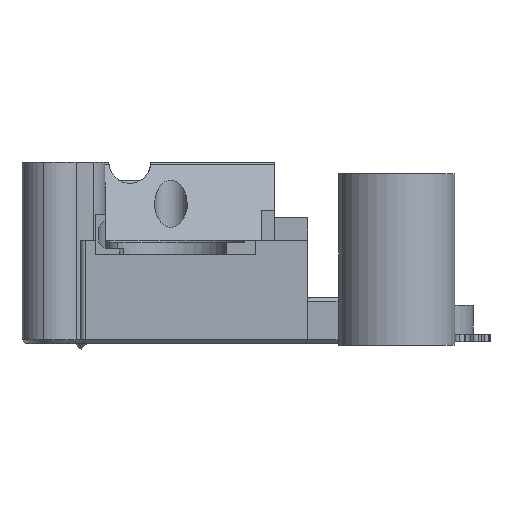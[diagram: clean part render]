
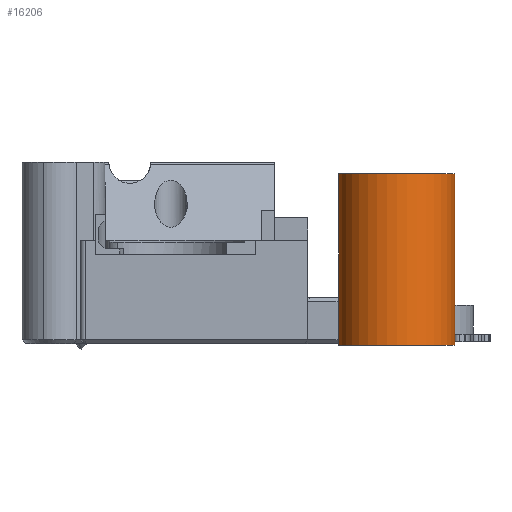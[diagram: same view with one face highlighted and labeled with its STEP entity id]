
A CAD part, front view. The second image highlights one B-rep face of the part: STEP entity #16206.
In plain terms, the highlighted cylindrical face has radius 6.1 mm (diameter 12.2 mm), a full revolution.
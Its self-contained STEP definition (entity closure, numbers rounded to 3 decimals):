
#913=CYLINDRICAL_SURFACE('',#17426,6.1);
#1231=FACE_OUTER_BOUND('',#2170,.T.);
#2170=EDGE_LOOP('',(#11632,#11633,#11634,#11635));
#3220=LINE('',#23572,#4686);
#4686=VECTOR('',#19488,6.1);
#6188=CIRCLE('',#17427,6.1);
#6189=CIRCLE('',#17428,6.1);
#6848=VERTEX_POINT('',#23569);
#6849=VERTEX_POINT('',#23571);
#8615=EDGE_CURVE('',#6848,#6848,#6188,.T.);
#8616=EDGE_CURVE('',#6848,#6849,#3220,.T.);
#8617=EDGE_CURVE('',#6849,#6849,#6189,.T.);
#11632=ORIENTED_EDGE('',*,*,#8615,.F.);
#11633=ORIENTED_EDGE('',*,*,#8616,.T.);
#11634=ORIENTED_EDGE('',*,*,#8617,.T.);
#11635=ORIENTED_EDGE('',*,*,#8616,.F.);
#16206=ADVANCED_FACE('',(#1231),#913,.T.);
#17426=AXIS2_PLACEMENT_3D('',#23568,#19484,#19485);
#17427=AXIS2_PLACEMENT_3D('',#23570,#19486,#19487);
#17428=AXIS2_PLACEMENT_3D('',#23573,#19489,#19490);
#19484=DIRECTION('center_axis',(0.,0.,
1.));
#19485=DIRECTION('ref_axis',(1.,0.,0.));
#19486=DIRECTION('center_axis',(0.,0.,
1.));
#19487=DIRECTION('ref_axis',(1.,0.,0.));
#19488=DIRECTION('',(0.,0.,-1.));
#19489=DIRECTION('center_axis',(0.,0.,
1.));
#19490=DIRECTION('ref_axis',(1.,0.,0.));
#23568=CARTESIAN_POINT('Origin',(27.972,-69.29,-5.2));
#23569=CARTESIAN_POINT('',(21.872,-69.29,12.8));
#23570=CARTESIAN_POINT('Origin',(27.972,-69.29,12.8));
#23571=CARTESIAN_POINT('',(21.872,-69.29,-5.2));
#23572=CARTESIAN_POINT('',(21.872,-69.29,-5.2));
#23573=CARTESIAN_POINT('Origin',(27.972,-69.29,-5.2));
